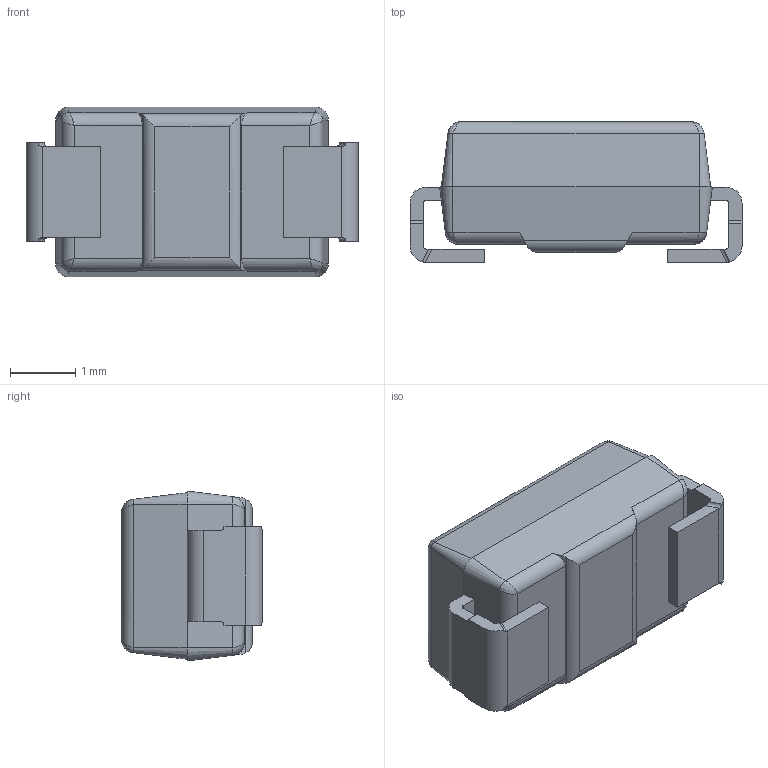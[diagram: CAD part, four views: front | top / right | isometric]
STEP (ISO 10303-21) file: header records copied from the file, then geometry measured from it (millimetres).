
FILE_DESCRIPTION(/* description */ (''),/* implementation_level */ '2;1');
FILE_NAME(/* name */ 'Matrix SMA Outline Structure.stp',/* time_stamp */ '2020-04-24T10:04:06+08:00',/* author */ ('he.song'),/* organization */ (''),/* preprocessor_version */ 'ST-DEVELOPER v16.13',/* originating_system */ 'Autodesk Inventor 2018',/* authorisation */ '');
FILE_SCHEMA (('AUTOMOTIVE_DESIGN { 1 0 10303 214 3 1 1 }'));
Length unit declared in the file: millimetre
Products named in the file (4): Matrix SMA S1J-20180122; Matrix SMA LF1; Matrix SMA Body; 印字
Assembly tree (3 placements, depth 2):
  Matrix SMA S1J-20180122
    Matrix SMA LF1
    Matrix SMA Body
    印字
Bounding box: 5.08 x 2.15 x 2.6 mm (x, y, z)
Volume: 20.2 mm3; surface area: 60.7 mm2
Topology: 5 solids, 5 shells, 117 faces, 301 edges, 186 vertices
Faces by surface type: plane 67, cylinder 34, bspline 8, cone 8
Entity records: 4114 total; most frequent: CARTESIAN_POINT 1160, ORIENTED_EDGE 588, DIRECTION 575, EDGE_CURVE 293, LINE 205, VECTOR 205, VERTEX_POINT 186, AXIS2_PLACEMENT_3D 185
